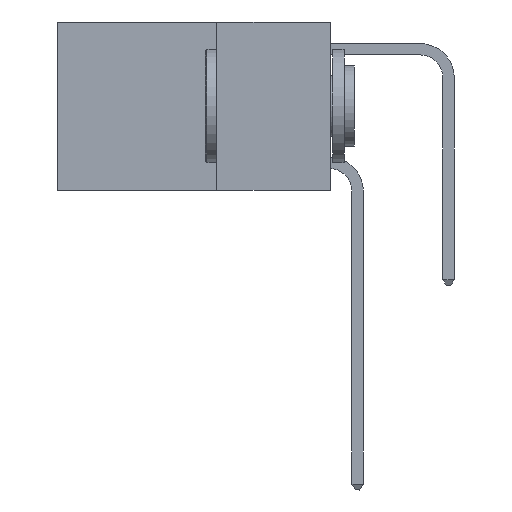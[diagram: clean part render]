
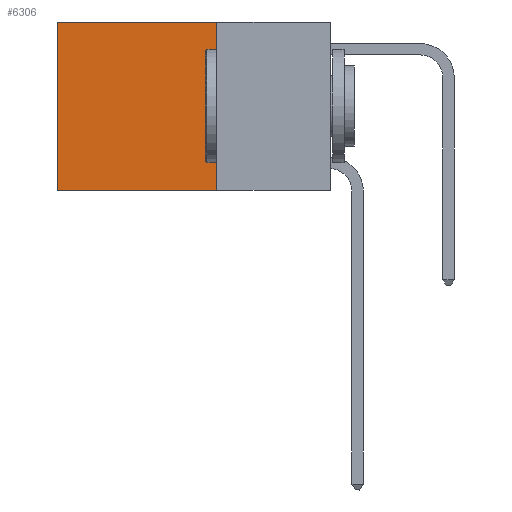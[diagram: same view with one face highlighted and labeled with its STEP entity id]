
A CAD part, left-side view. The second image highlights one B-rep face of the part: STEP entity #6306.
In plain terms, the highlighted planar face has unit normal (-1, 0, 0).
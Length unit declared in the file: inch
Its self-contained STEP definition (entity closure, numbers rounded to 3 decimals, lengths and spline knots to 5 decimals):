
#1047 = LINE ( 'NONE', #8309, #10760 ) ;
#1536 = DIRECTION ( 'NONE',  ( 0., 1., 0. ) ) ;
#3776 = EDGE_CURVE ( 'NONE', #4922, #9215, #22708, .T. ) ;
#3908 = VERTEX_POINT ( 'NONE', #4630 ) ;
#4210 = DIRECTION ( 'NONE',  ( 0., 0., -1. ) ) ;
#4630 = CARTESIAN_POINT ( 'NONE',  ( 0.2625, 0.25, 0. ) ) ;
#4788 = EDGE_CURVE ( 'NONE', #3908, #23514, #1047, .T. ) ;
#4922 = VERTEX_POINT ( 'NONE', #22317 ) ;
#5357 = PLANE ( 'NONE',  #15024 ) ;
#6266 = ORIENTED_EDGE ( 'NONE', *, *, #4788, .F. ) ;
#6306 = ADVANCED_FACE ( 'NONE', ( #13176 ), #5357, .F. ) ;
#7344 = ORIENTED_EDGE ( 'NONE', *, *, #23990, .T. ) ;
#8309 = CARTESIAN_POINT ( 'NONE',  ( 0.2625, 0.25, 0. ) ) ;
#9215 = VERTEX_POINT ( 'NONE', #17818 ) ;
#9406 = CARTESIAN_POINT ( 'NONE',  ( 0.2625, 0.6, 0. ) ) ;
#10760 = VECTOR ( 'NONE', #4210, 39.37008 ) ;
#11268 = CARTESIAN_POINT ( 'NONE',  ( 0.2625, 0.25, -0.37 ) ) ;
#13176 = FACE_OUTER_BOUND ( 'NONE', #25034, .T. ) ;
#14167 = EDGE_CURVE ( 'NONE', #23514, #9215, #23251, .T. ) ;
#15024 = AXIS2_PLACEMENT_3D ( 'NONE', #22826, #17141, #15188 ) ;
#15188 = DIRECTION ( 'NONE',  ( 0., 0., -1. ) ) ;
#17124 = DIRECTION ( 'NONE',  ( 0., 0., -1. ) ) ;
#17141 = DIRECTION ( 'NONE',  ( 1., 0., 0. ) ) ;
#17818 = CARTESIAN_POINT ( 'NONE',  ( 0.2625, 0.6, -0.37 ) ) ;
#18849 = DIRECTION ( 'NONE',  ( 0., 1., 0. ) ) ;
#20864 = VECTOR ( 'NONE', #1536, 39.37008 ) ;
#20978 = CARTESIAN_POINT ( 'NONE',  ( 0.2625, 0.25, 0. ) ) ;
#22010 = CARTESIAN_POINT ( 'NONE',  ( 0.2625, 0.25, -0.37 ) ) ;
#22317 = CARTESIAN_POINT ( 'NONE',  ( 0.2625, 0.6, 0. ) ) ;
#22708 = LINE ( 'NONE', #9406, #24833 ) ;
#22826 = CARTESIAN_POINT ( 'NONE',  ( 0.2625, 0.25, 0. ) ) ;
#23195 = ORIENTED_EDGE ( 'NONE', *, *, #14167, .F. ) ;
#23248 = LINE ( 'NONE', #20978, #20864 ) ;
#23251 = LINE ( 'NONE', #11268, #23873 ) ;
#23514 = VERTEX_POINT ( 'NONE', #22010 ) ;
#23873 = VECTOR ( 'NONE', #18849, 39.37008 ) ;
#23990 = EDGE_CURVE ( 'NONE', #3908, #4922, #23248, .T. ) ;
#24833 = VECTOR ( 'NONE', #17124, 39.37008 ) ;
#25034 = EDGE_LOOP ( 'NONE', ( #25196, #23195, #6266, #7344 ) ) ;
#25196 = ORIENTED_EDGE ( 'NONE', *, *, #3776, .T. ) ;
